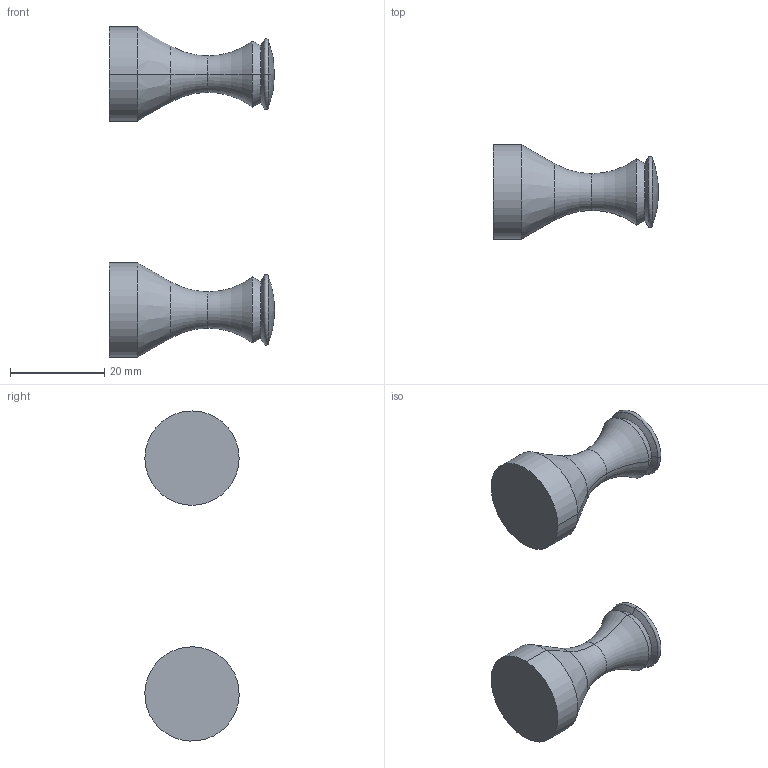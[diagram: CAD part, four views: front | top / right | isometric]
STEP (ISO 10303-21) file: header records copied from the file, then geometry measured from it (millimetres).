
FILE_DESCRIPTION (( 'STEP AP214' ), '1' );
FILE_NAME ('83250970.STEP', '2020-09-30T05:41:32', ( '' ), ( '' ), 'SwSTEP 2.0', 'SolidWorks 2020', '' );
FILE_SCHEMA (( 'AUTOMOTIVE_DESIGN' ));
Length unit declared in the file: millimetre
Products named in the file (2): 83250970; Haken-+-08.18.60.501.94-01_-_Haken
Assembly tree (2 placements, depth 2):
  83250970
    Haken-+-08.18.60.501.94-01_-_Haken  x2
Bounding box: 35 x 20 x 69.98 mm (x, y, z)
Volume: 10303.7 mm3; surface area: 4013.8 mm2
Topology: 2 solids, 2 shells, 34 faces, 64 edges, 34 vertices
Faces by surface type: torus 12, cone 12, sphere 4, cylinder 4, plane 2
Entity records: 500 total; most frequent: DIRECTION 100, CARTESIAN_POINT 71, ORIENTED_EDGE 64, AXIS2_PLACEMENT_3D 46, EDGE_CURVE 32, CIRCLE 24, ADVANCED_FACE 17, FACE_OUTER_BOUND 17
